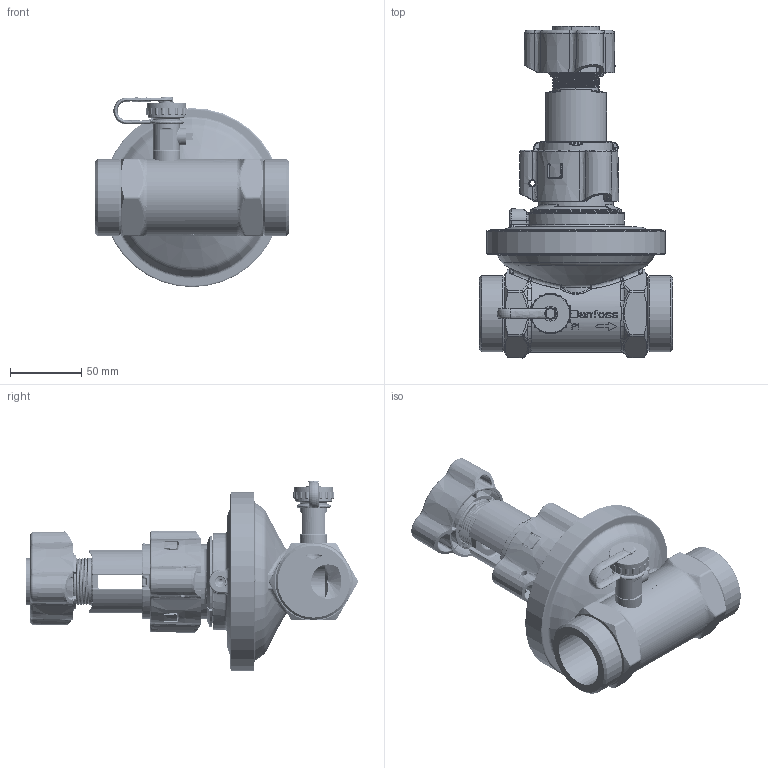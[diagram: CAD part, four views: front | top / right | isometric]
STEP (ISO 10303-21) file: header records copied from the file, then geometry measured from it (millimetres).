
FILE_DESCRIPTION((''),'2;1');
FILE_NAME('003Z5515_ASM','2016-10-05T',('U258099'),('Danfoss'),'CREO PARAMETRIC BY PTC INC, 2014440','CREO PARAMETRIC BY PTC INC, 2014440','');
FILE_SCHEMA(('CONFIG_CONTROL_DESIGN'));
Length unit declared in the file: millimetre
Products named in the file (15): 89075150_1; 89075250_1; 89076130_1; 89076240_INST_1; 89076530_1; 89076590_ASM_1_ASM; 89076730_1; PIPA_1; POKROVCEK_1; GUMI_POVEZAVA_1; O_RING_10_8X1_5_1; DRAINKOK_ASM_1_ASM; 89076780_ASM_1_ASM; 89076490; 003Z5515_ASM
Assembly tree (15 placements, depth 4):
  003Z5515_ASM
    89076780_ASM_1_ASM
      89075150_1
      89075250_1
      89076590_ASM_1_ASM
        89076130_1
        89076240_INST_1
        89076530_1
      89076730_1
      DRAINKOK_ASM_1_ASM
        PIPA_1
        POKROVCEK_1
        GUMI_POVEZAVA_1
        O_RING_10_8X1_5_1
    89076490  x2
Bounding box: 136 x 233.7 x 133.9 mm (x, y, z)
Volume: 491607.3 mm3; surface area: 272833.7 mm2
Topology: 11 solids, 28 shells, 5371 faces, 15008 edges, 9655 vertices
Faces by surface type: plane 1612, bspline 1373, cylinder 1354, torus 520, cone 347, sphere 114, extrusion 48, revolution 3
Entity records: 251718 total; most frequent: CARTESIAN_POINT 130265, ORIENTED_EDGE 29520, DIRECTION 19368, EDGE_CURVE 14834, VERTEX_POINT 9617, AXIS2_PLACEMENT_3D 7309, B_SPLINE_CURVE_WITH_KNOTS 6850, EDGE_LOOP 5491
